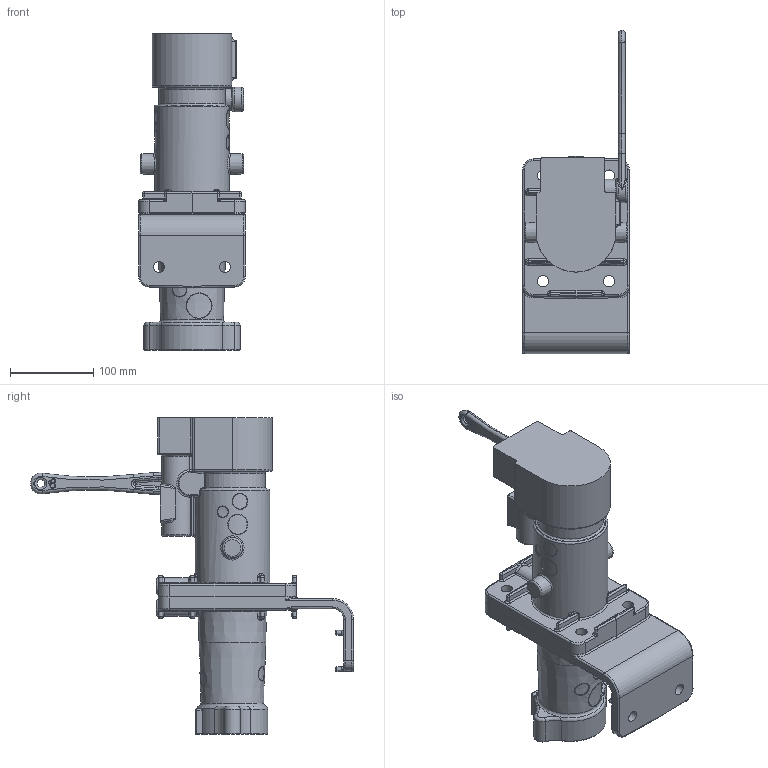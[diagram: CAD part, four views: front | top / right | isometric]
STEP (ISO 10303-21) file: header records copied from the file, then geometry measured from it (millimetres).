
FILE_DESCRIPTION(/* description */ (''),/* implementation_level */ '2;1');
FILE_NAME(/* name */ 'PS RGB + REC QR [Solid].stp',/* time_stamp */ '2022-10-04T12:40:47+10:00',/* author */ ('a.tao491'),/* organization */ (''),/* preprocessor_version */ 'ST-DEVELOPER v16.5',/* originating_system */ 'Autodesk Inventor 2017',/* authorisation */ '');
FILE_SCHEMA (('AUTOMOTIVE_DESIGN { 1 0 10303 214 3 1 1 }'));
Products named in the file (4): RS2508_SLD with QR 2519_SLD; 2727_SLD; 2519_SLD; 2531_SLD
Assembly tree (3 placements, depth 2):
  RS2508_SLD with QR 2519_SLD
    2727_SLD
    2519_SLD
    2531_SLD
Bounding box: 128.5 x 388.55 x 380.5 mm (x, y, z)
Volume: 3404505.9 mm3; surface area: 299970.9 mm2
Topology: 3 solids, 3 shells, 855 faces, 1969 edges, 1100 vertices
Faces by surface type: cylinder 308, bspline 212, torus 148, plane 138, sphere 37, cone 12
Full cylindrical faces by diameter (mm): 2.7 x2, 9.5 x1, 13.5 x10, 16.667 x2, 23.333 x2, 26.5 x1, 30 x2, 90 x1
Entity records: 56374 total; most frequent: CARTESIAN_POINT 37405, DIRECTION 3851, ORIENTED_EDGE 3700, EDGE_CURVE 1850, AXIS2_PLACEMENT_3D 1645, VERTEX_POINT 1071, EDGE_LOOP 947, CIRCLE 870
